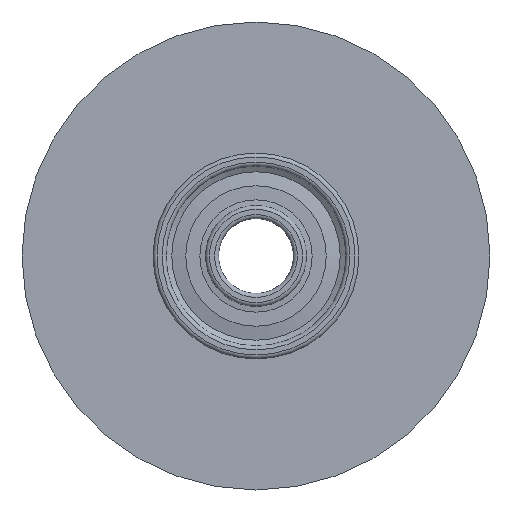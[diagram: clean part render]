
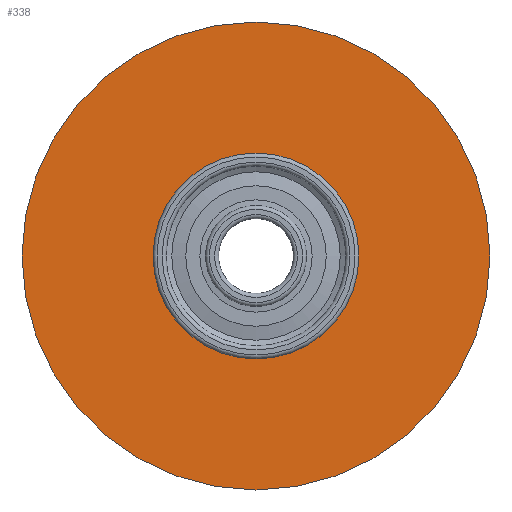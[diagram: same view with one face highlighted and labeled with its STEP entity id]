
A CAD part, front view. The second image highlights one B-rep face of the part: STEP entity #338.
In plain terms, the highlighted planar face has unit normal (0, -1, 0).
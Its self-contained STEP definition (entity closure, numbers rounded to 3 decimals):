
#21=FACE_BOUND('',#95,.T.);
#29=PLANE('',#389);
#66=FACE_OUTER_BOUND('',#94,.T.);
#94=EDGE_LOOP('',(#250));
#95=EDGE_LOOP('',(#251));
#125=CIRCLE('',#380,11.);
#130=CIRCLE('',#388,25.);
#160=VERTEX_POINT('',#583);
#165=VERTEX_POINT('',#598);
#188=EDGE_CURVE('',#160,#160,#125,.T.);
#195=EDGE_CURVE('',#165,#165,#130,.T.);
#250=ORIENTED_EDGE('',*,*,#195,.T.);
#251=ORIENTED_EDGE('',*,*,#188,.F.);
#338=ADVANCED_FACE('',(#66,#21),#29,.T.);
#380=AXIS2_PLACEMENT_3D('',#584,#449,#450);
#388=AXIS2_PLACEMENT_3D('',#599,#467,#468);
#389=AXIS2_PLACEMENT_3D('',#601,#470,#471);
#449=DIRECTION('center_axis',(0.,-1.,0.));
#450=DIRECTION('ref_axis',(1.,0.,0.));
#467=DIRECTION('center_axis',(0.,-1.,0.));
#468=DIRECTION('ref_axis',(1.,0.,0.));
#470=DIRECTION('center_axis',(0.,-1.,0.));
#471=DIRECTION('ref_axis',(0.,0.,-1.));
#583=CARTESIAN_POINT('',(0.,-6.,36.));
#584=CARTESIAN_POINT('Origin',(0.,-6.,25.));
#598=CARTESIAN_POINT('',(0.,-6.,50.));
#599=CARTESIAN_POINT('Origin',(0.,-6.,25.));
#601=CARTESIAN_POINT('Origin',(0.,-6.,14.));
